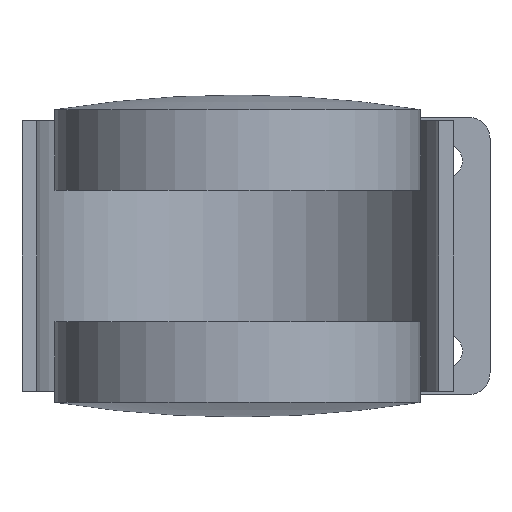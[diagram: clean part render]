
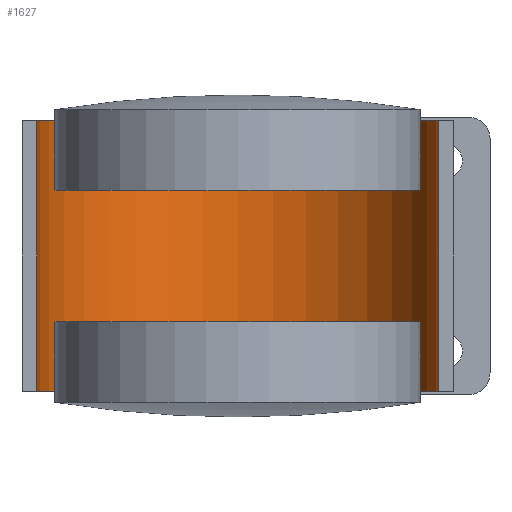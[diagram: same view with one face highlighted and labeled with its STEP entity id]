
A CAD part, front view. The second image highlights one B-rep face of the part: STEP entity #1627.
In plain terms, the highlighted cylindrical face has radius 27.5 mm (diameter 55 mm), a partial arc.
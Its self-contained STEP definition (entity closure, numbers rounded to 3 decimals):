
#29 = AXIS2_PLACEMENT_3D ( 'NONE', #1539, #234, #1943 ) ;
#37 = CARTESIAN_POINT ( 'NONE',  ( -27.5, 0., 18.5 ) ) ;
#80 = FACE_OUTER_BOUND ( 'NONE', #662, .T. ) ;
#106 = EDGE_CURVE ( 'NONE', #461, #1855, #2142, .T. ) ;
#201 = CARTESIAN_POINT ( 'NONE',  ( 0., 0., -18.5 ) ) ;
#220 = CARTESIAN_POINT ( 'NONE',  ( 27.5, 0., -18.5 ) ) ;
#224 = VECTOR ( 'NONE', #490, 1000. ) ;
#234 = DIRECTION ( 'NONE',  ( 0., 0., -1. ) ) ;
#357 = DIRECTION ( 'NONE',  ( -1., 0., 0. ) ) ;
#375 = LINE ( 'NONE', #37, #1944 ) ;
#461 = VERTEX_POINT ( 'NONE', #1049 ) ;
#490 = DIRECTION ( 'NONE',  ( 0., 0., -1. ) ) ;
#591 = CARTESIAN_POINT ( 'NONE',  ( -27.5, 0., -18.5 ) ) ;
#662 = EDGE_LOOP ( 'NONE', ( #1661, #2179, #1615, #1330 ) ) ;
#743 = EDGE_CURVE ( 'NONE', #2018, #1241, #1209, .T. ) ;
#784 = AXIS2_PLACEMENT_3D ( 'NONE', #1711, #1733, #357 ) ;
#994 = DIRECTION ( 'NONE',  ( 0., 0., -1. ) ) ;
#1009 = DIRECTION ( 'NONE',  ( -1., 0., 0. ) ) ;
#1041 = DIRECTION ( 'NONE',  ( 0., 0., -1. ) ) ;
#1049 = CARTESIAN_POINT ( 'NONE',  ( -27.5, 0., 18.5 ) ) ;
#1114 = CARTESIAN_POINT ( 'NONE',  ( 27.5, 0., 18.5 ) ) ;
#1209 = CIRCLE ( 'NONE', #1976, 27.5 ) ;
#1217 = CARTESIAN_POINT ( 'NONE',  ( 27.5, 0., 18.5 ) ) ;
#1241 = VERTEX_POINT ( 'NONE', #220 ) ;
#1330 = ORIENTED_EDGE ( 'NONE', *, *, #1609, .T. ) ;
#1539 = CARTESIAN_POINT ( 'NONE',  ( 0., 0., 18.5 ) ) ;
#1609 = EDGE_CURVE ( 'NONE', #461, #2018, #375, .T. ) ;
#1615 = ORIENTED_EDGE ( 'NONE', *, *, #106, .F. ) ;
#1627 = ADVANCED_FACE ( 'NONE', ( #80 ), #1909, .F. ) ;
#1661 = ORIENTED_EDGE ( 'NONE', *, *, #743, .T. ) ;
#1711 = CARTESIAN_POINT ( 'NONE',  ( 0., 0., 18.5 ) ) ;
#1733 = DIRECTION ( 'NONE',  ( 0., 0., -1. ) ) ;
#1852 = LINE ( 'NONE', #1114, #224 ) ;
#1855 = VERTEX_POINT ( 'NONE', #1217 ) ;
#1909 = CYLINDRICAL_SURFACE ( 'NONE', #29, 27.5 ) ;
#1943 = DIRECTION ( 'NONE',  ( -1., 0., 0. ) ) ;
#1944 = VECTOR ( 'NONE', #1041, 1000. ) ;
#1976 = AXIS2_PLACEMENT_3D ( 'NONE', #201, #994, #1009 ) ;
#2018 = VERTEX_POINT ( 'NONE', #591 ) ;
#2142 = CIRCLE ( 'NONE', #784, 27.5 ) ;
#2162 = EDGE_CURVE ( 'NONE', #1855, #1241, #1852, .T. ) ;
#2179 = ORIENTED_EDGE ( 'NONE', *, *, #2162, .F. ) ;
